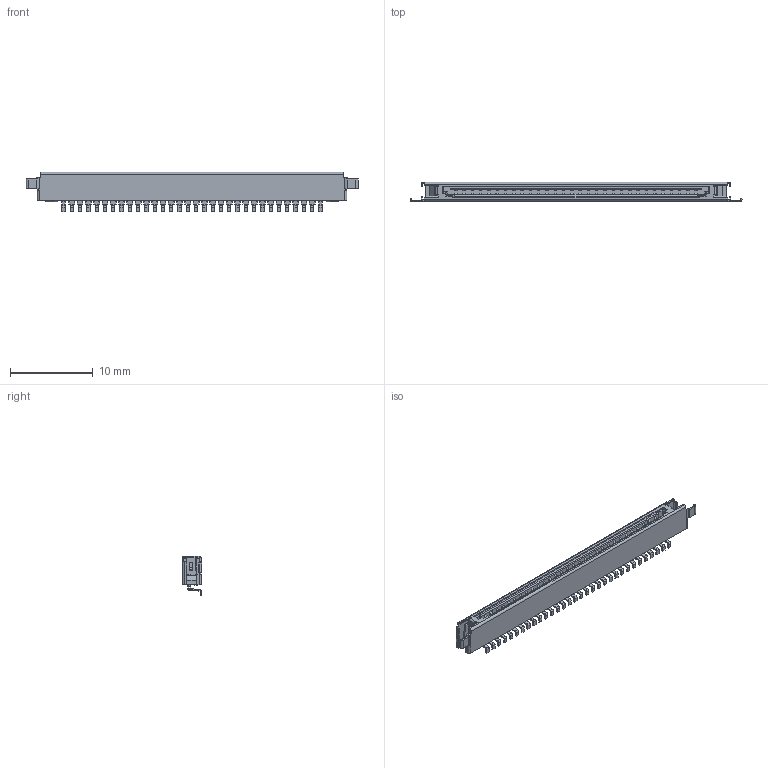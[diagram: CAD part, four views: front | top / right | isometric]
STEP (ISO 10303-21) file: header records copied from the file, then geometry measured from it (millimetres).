
FILE_DESCRIPTION (( 'STEP AP203' ), '1' );
FILE_NAME ('K3D-FI-X30SSLA-HF-V1_JAE_Proprietary.STEP', '2016-05-17T05:24:13', ( '' ), ( '' ), 'SwSTEP 2.0', 'SolidWorks 2014', '' );
FILE_SCHEMA (( 'CONFIG_CONTROL_DESIGN' ));
Products named in the file (1): K3D-FI-X30SSLA-HF-V1_JAE_Proprietary
Bounding box: 40.05 x 2.38 x 4.75 mm (x, y, z)
Volume: 226.5 mm3; surface area: 1146.6 mm2
Topology: 1 solids, 1 shells, 1731 faces, 4931 edges, 3259 vertices
Faces by surface type: plane 1419, cylinder 312
Entity records: 55688 total; most frequent: CARTESIAN_POINT 10126, ORIENTED_EDGE 9862, DIRECTION 8889, EDGE_CURVE 4931, VECTOR 4301, LINE 4301, VERTEX_POINT 3259, AXIS2_PLACEMENT_3D 2294
